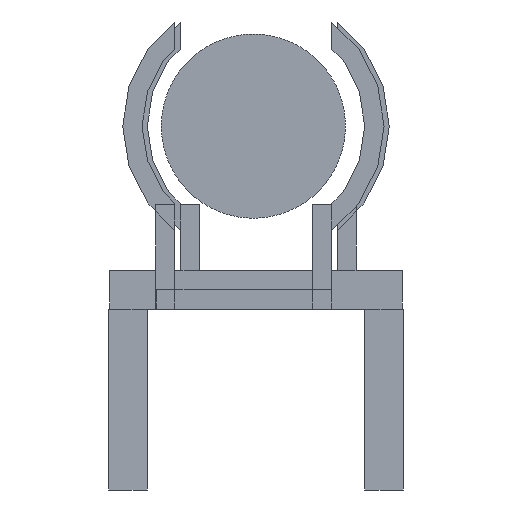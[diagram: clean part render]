
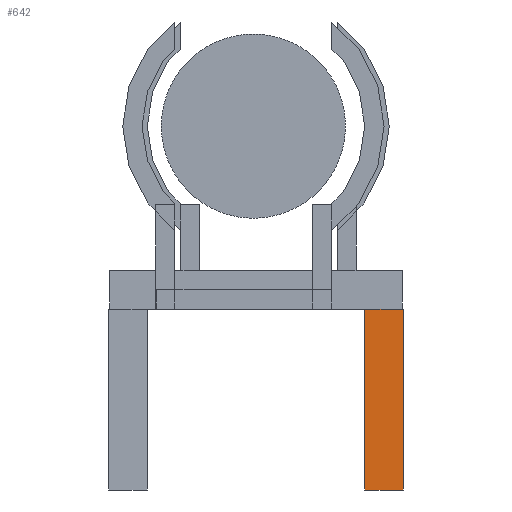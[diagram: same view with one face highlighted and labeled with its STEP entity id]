
A CAD part, left-side view. The second image highlights one B-rep face of the part: STEP entity #642.
In plain terms, the highlighted planar face has unit normal (-1, 0, 0).
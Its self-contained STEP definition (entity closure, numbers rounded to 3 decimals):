
#197 = VERTEX_POINT('',#198);
#198 = CARTESIAN_POINT('',(-0.54,-0.35,0.));
#204 = EDGE_CURVE('',#197,#205,#207,.T.);
#205 = VERTEX_POINT('',#206);
#206 = CARTESIAN_POINT('',(-0.54,0.37,0.));
#207 = LINE('',#208,#209);
#208 = CARTESIAN_POINT('',(-0.54,-0.35,0.));
#209 = VECTOR('',#210,1.);
#210 = DIRECTION('',(0.,1.,0.));
#642 = ADVANCED_FACE('',(#643),#676,.F.);
#643 = FACE_BOUND('',#644,.F.);
#644 = EDGE_LOOP('',(#645,#655,#663,#669,#670));
#645 = ORIENTED_EDGE('',*,*,#646,.F.);
#646 = EDGE_CURVE('',#647,#649,#651,.T.);
#647 = VERTEX_POINT('',#648);
#648 = CARTESIAN_POINT('',(-0.54,-0.37,-3.46));
#649 = VERTEX_POINT('',#650);
#650 = CARTESIAN_POINT('',(-0.54,-0.37,0.));
#651 = LINE('',#652,#653);
#652 = CARTESIAN_POINT('',(-0.54,-0.37,-3.46));
#653 = VECTOR('',#654,1.);
#654 = DIRECTION('',(0.,0.,1.));
#655 = ORIENTED_EDGE('',*,*,#656,.T.);
#656 = EDGE_CURVE('',#647,#657,#659,.T.);
#657 = VERTEX_POINT('',#658);
#658 = CARTESIAN_POINT('',(-0.54,0.37,-3.46));
#659 = LINE('',#660,#661);
#660 = CARTESIAN_POINT('',(-0.54,-0.37,-3.46));
#661 = VECTOR('',#662,1.);
#662 = DIRECTION('',(0.,1.,0.));
#663 = ORIENTED_EDGE('',*,*,#664,.T.);
#664 = EDGE_CURVE('',#657,#205,#665,.T.);
#665 = LINE('',#666,#667);
#666 = CARTESIAN_POINT('',(-0.54,0.37,-3.46));
#667 = VECTOR('',#668,1.);
#668 = DIRECTION('',(0.,0.,1.));
#669 = ORIENTED_EDGE('',*,*,#204,.F.);
#670 = ORIENTED_EDGE('',*,*,#671,.F.);
#671 = EDGE_CURVE('',#649,#197,#672,.T.);
#672 = LINE('',#673,#674);
#673 = CARTESIAN_POINT('',(-0.54,-0.37,0.));
#674 = VECTOR('',#675,1.);
#675 = DIRECTION('',(0.,1.,0.));
#676 = PLANE('',#677);
#677 = AXIS2_PLACEMENT_3D('',#678,#679,#680);
#678 = CARTESIAN_POINT('',(-0.54,-0.37,-3.46));
#679 = DIRECTION('',(1.,0.,0.));
#680 = DIRECTION('',(0.,0.,1.));
